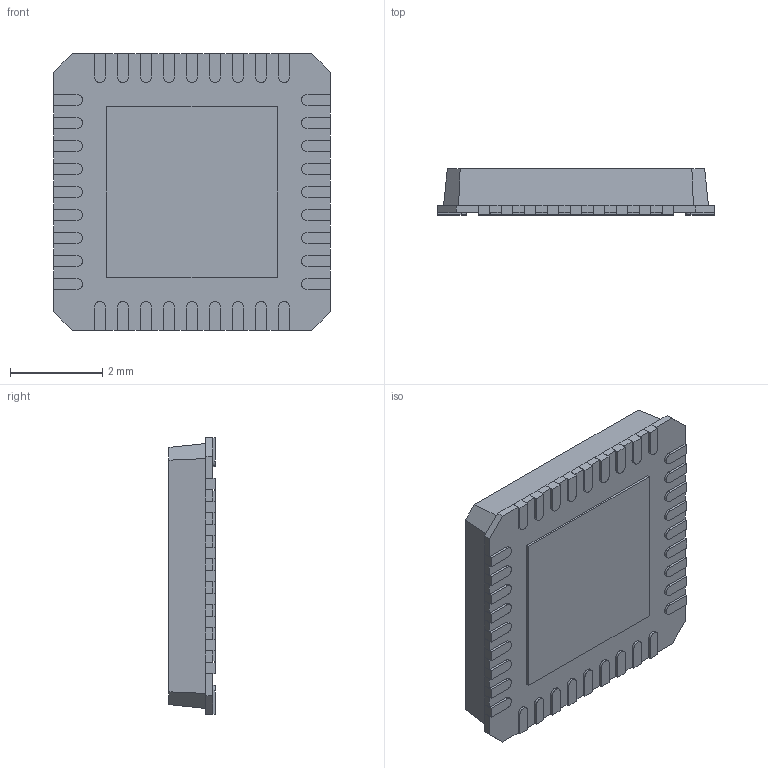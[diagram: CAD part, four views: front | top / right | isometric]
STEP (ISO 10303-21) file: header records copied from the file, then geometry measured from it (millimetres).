
FILE_DESCRIPTION (( 'STEP AP214' ), '1' );
FILE_NAME ('USB2514B-AEZG.STEP', '2023-12-13T16:09:00', ( 'LENOVO' ), ( '' ), 'SwSTEP 2.0', 'SolidWorks 2021', '' );
FILE_SCHEMA (( 'AUTOMOTIVE_DESIGN' ));
Length unit declared in the file: millimetre
Products named in the file (1): USB2514B-AEZG
Bounding box: 6 x 1 x 6 mm (x, y, z)
Volume: 31.8 mm3; surface area: 150 mm2
Topology: 39 solids, 39 shells, 486 faces, 1146 edges, 740 vertices
Faces by surface type: plane 392, cylinder 94
Entity records: 14118 total; most frequent: CARTESIAN_POINT 2373, DIRECTION 2308, ORIENTED_EDGE 2292, EDGE_CURVE 1146, VECTOR 958, LINE 958, VERTEX_POINT 740, AXIS2_PLACEMENT_3D 675
